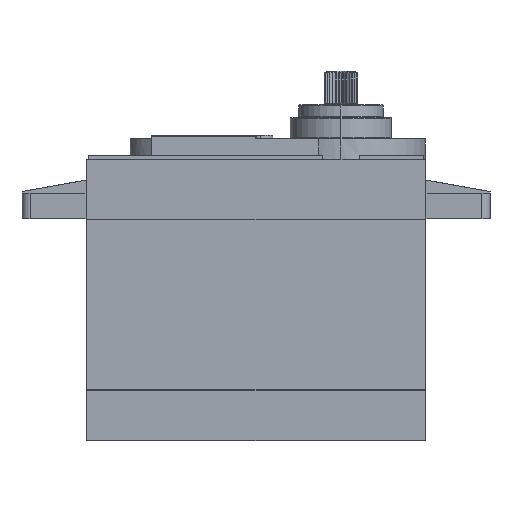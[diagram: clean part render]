
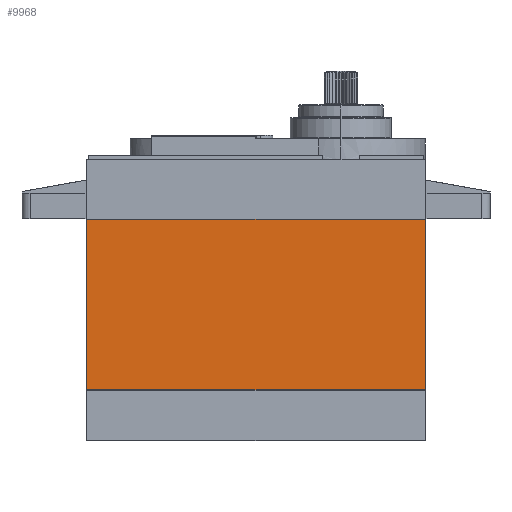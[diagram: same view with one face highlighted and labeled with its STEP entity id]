
A CAD part, top view. The second image highlights one B-rep face of the part: STEP entity #9968.
In plain terms, the highlighted planar face has unit normal (0, 0, 1).
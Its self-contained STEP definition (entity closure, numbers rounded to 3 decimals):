
#2236 = AXIS2_PLACEMENT_3D ( 'NONE', #3817, #31420, #3584 ) ;
#2319 = CARTESIAN_POINT ( 'NONE',  ( 22.517, 12.91, 20. ) ) ;
#3584 = DIRECTION ( 'NONE',  ( -1., 0., 0. ) ) ;
#3817 = CARTESIAN_POINT ( 'NONE',  ( 0., 0., 20. ) ) ;
#5792 = EDGE_CURVE ( 'NONE', #28363, #11753, #10073, .T. ) ;
#7060 = LINE ( 'NONE', #7503, #42411 ) ;
#7503 = CARTESIAN_POINT ( 'NONE',  ( 22.517, 0., 20. ) ) ;
#9968 = ADVANCED_FACE ( 'NONE', ( #39069 ), #38413, .F. ) ;
#10073 = LINE ( 'NONE', #34849, #34339 ) ;
#10665 = CARTESIAN_POINT ( 'NONE',  ( -17.583, -7.3, 20. ) ) ;
#10816 = ORIENTED_EDGE ( 'NONE', *, *, #33598, .F. ) ;
#11753 = VERTEX_POINT ( 'NONE', #10665 ) ;
#12447 = CARTESIAN_POINT ( 'NONE',  ( 22.517, -7.3, 20. ) ) ;
#17682 = DIRECTION ( 'NONE',  ( -1., 0., 0. ) ) ;
#19297 = CARTESIAN_POINT ( 'NONE',  ( -17.583, 0., 20. ) ) ;
#20692 = VECTOR ( 'NONE', #35222, 1000. ) ;
#21305 = DIRECTION ( 'NONE',  ( 0., 1., 0. ) ) ;
#21433 = CARTESIAN_POINT ( 'NONE',  ( -17.733, 12.91, 20. ) ) ;
#22471 = DIRECTION ( 'NONE',  ( 0., -1., 0. ) ) ;
#25280 = VECTOR ( 'NONE', #22471, 1000. ) ;
#28363 = VERTEX_POINT ( 'NONE', #12447 ) ;
#31420 = DIRECTION ( 'NONE',  ( 0., 0., -1. ) ) ;
#32844 = ORIENTED_EDGE ( 'NONE', *, *, #5792, .F. ) ;
#33598 = EDGE_CURVE ( 'NONE', #42880, #38097, #41961, .T. ) ;
#34339 = VECTOR ( 'NONE', #17682, 1000. ) ;
#34849 = CARTESIAN_POINT ( 'NONE',  ( -17.633, -7.3, 20. ) ) ;
#35222 = DIRECTION ( 'NONE',  ( 1., 0., 0. ) ) ;
#37399 = CARTESIAN_POINT ( 'NONE',  ( -17.583, 12.91, 20. ) ) ;
#37410 = EDGE_LOOP ( 'NONE', ( #42978, #10816, #39742, #32844 ) ) ;
#38097 = VERTEX_POINT ( 'NONE', #2319 ) ;
#38283 = EDGE_CURVE ( 'NONE', #28363, #38097, #7060, .T. ) ;
#38413 = PLANE ( 'NONE',  #2236 ) ;
#39069 = FACE_OUTER_BOUND ( 'NONE', #37410, .T. ) ;
#39380 = EDGE_CURVE ( 'NONE', #42880, #11753, #40260, .T. ) ;
#39742 = ORIENTED_EDGE ( 'NONE', *, *, #39380, .T. ) ;
#40260 = LINE ( 'NONE', #19297, #25280 ) ;
#41961 = LINE ( 'NONE', #21433, #20692 ) ;
#42411 = VECTOR ( 'NONE', #21305, 1000. ) ;
#42880 = VERTEX_POINT ( 'NONE', #37399 ) ;
#42978 = ORIENTED_EDGE ( 'NONE', *, *, #38283, .T. ) ;
